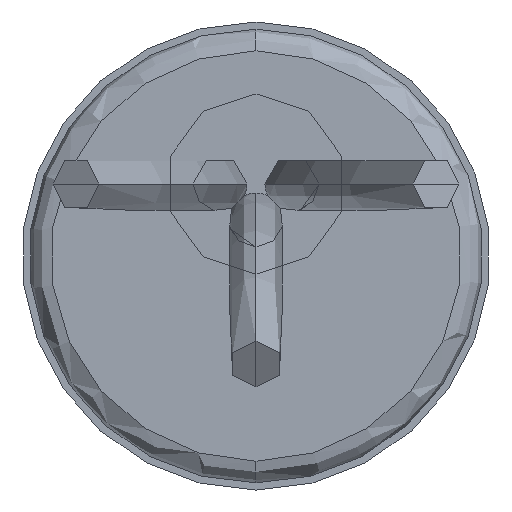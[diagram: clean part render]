
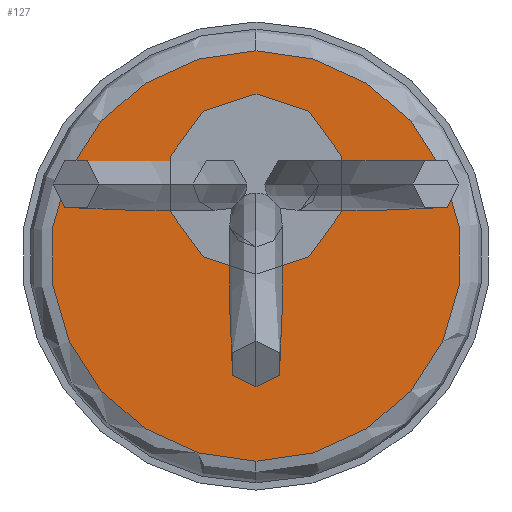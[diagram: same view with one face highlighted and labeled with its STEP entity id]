
A CAD part, left-side view. The second image highlights one B-rep face of the part: STEP entity #127.
In plain terms, the highlighted planar face has unit normal (-1, 0, 0).
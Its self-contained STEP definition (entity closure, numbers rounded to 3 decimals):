
#84 = CIRCLE ( 'NONE', #502, 2.85 ) ;
#95 = ORIENTED_EDGE ( 'NONE', *, *, #198, .T. ) ;
#102 = ORIENTED_EDGE ( 'NONE', *, *, #494, .T. ) ;
#115 = CARTESIAN_POINT ( 'NONE',  ( -1.5, 36.817, 0.902 ) ) ;
#127 = ADVANCED_FACE ( 'NONE', ( #260 ), #496, .F. ) ;
#138 = CARTESIAN_POINT ( 'NONE',  ( -1.5, 36.817, -1.948 ) ) ;
#140 = VERTEX_POINT ( 'NONE', #236 ) ;
#198 = EDGE_CURVE ( 'NONE', #401, #140, #84, .T. ) ;
#226 = AXIS2_PLACEMENT_3D ( 'NONE', #115, #457, #733 ) ;
#236 = CARTESIAN_POINT ( 'NONE',  ( -1.5, 36.817, 3.752 ) ) ;
#260 = FACE_OUTER_BOUND ( 'NONE', #318, .T. ) ;
#266 = DIRECTION ( 'NONE',  ( 1., 0., 0. ) ) ;
#318 = EDGE_LOOP ( 'NONE', ( #95, #102 ) ) ;
#348 = CIRCLE ( 'NONE', #226, 2.85 ) ;
#401 = VERTEX_POINT ( 'NONE', #138 ) ;
#454 = CARTESIAN_POINT ( 'NONE',  ( -1.5, 36.817, 0.902 ) ) ;
#457 = DIRECTION ( 'NONE',  ( -1., 0., 0. ) ) ;
#494 = EDGE_CURVE ( 'NONE', #140, #401, #348, .T. ) ;
#496 = PLANE ( 'NONE',  #643 ) ;
#500 = DIRECTION ( 'NONE',  ( 0., 1., 0. ) ) ;
#502 = AXIS2_PLACEMENT_3D ( 'NONE', #454, #630, #690 ) ;
#630 = DIRECTION ( 'NONE',  ( -1., 0., 0. ) ) ;
#643 = AXIS2_PLACEMENT_3D ( 'NONE', #740, #266, #500 ) ;
#690 = DIRECTION ( 'NONE',  ( 0., 0., -1. ) ) ;
#733 = DIRECTION ( 'NONE',  ( 0., 0., -1. ) ) ;
#740 = CARTESIAN_POINT ( 'NONE',  ( -1.5, 36.817, 0.902 ) ) ;
